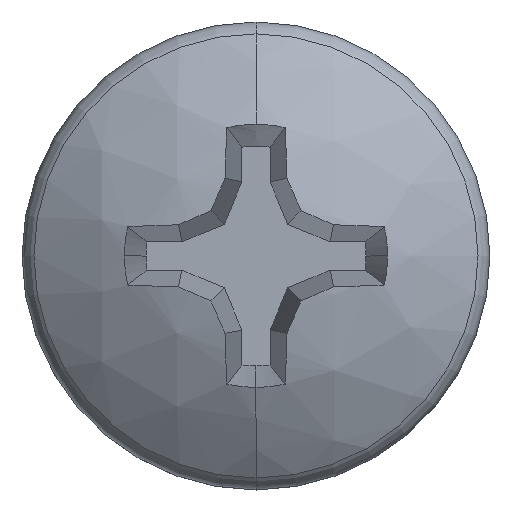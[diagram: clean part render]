
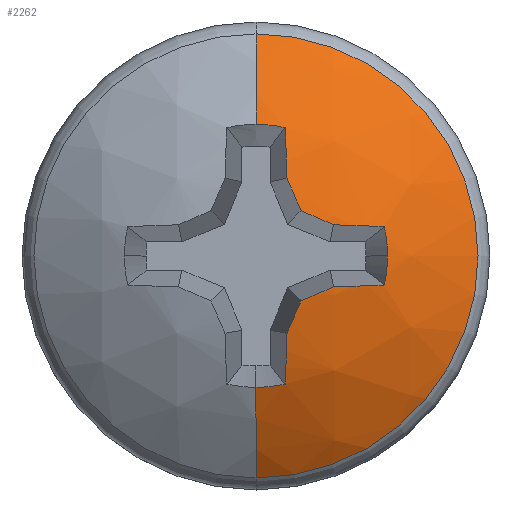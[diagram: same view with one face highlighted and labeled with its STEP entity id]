
A CAD part, top view. The second image highlights one B-rep face of the part: STEP entity #2262.
In plain terms, the highlighted spherical face has radius 3.25 mm.
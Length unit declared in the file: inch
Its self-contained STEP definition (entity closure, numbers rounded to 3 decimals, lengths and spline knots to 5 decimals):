
#7 = CARTESIAN_POINT ( 'NONE',  ( 0.01107, 0.02768, 0.05848 ) ) ;
#31 = CIRCLE ( 'NONE', #1868, 0.04693 ) ;
#52 = ORIENTED_EDGE ( 'NONE', *, *, #3484, .T. ) ;
#152 = ORIENTED_EDGE ( 'NONE', *, *, #1076, .T. ) ;
#153 = AXIS2_PLACEMENT_3D ( 'NONE', #3759, #2337, #1995 ) ;
#204 = EDGE_CURVE ( 'NONE', #3578, #1160, #31, .T. ) ;
#263 = CARTESIAN_POINT ( 'NONE',  ( 0.00209, -0.00504, -0.06663 ) ) ;
#288 = DIRECTION ( 'NONE',  ( 0., 0., -1. ) ) ;
#296 = EDGE_CURVE ( 'NONE', #2679, #3578, #1813, .T. ) ;
#306 = SPHERICAL_SURFACE ( 'NONE', #1465, 0.12796 ) ;
#359 = CIRCLE ( 'NONE', #630, 0.12789 ) ;
#453 = CARTESIAN_POINT ( 'NONE',  ( 0., 0., -0.06596 ) ) ;
#454 = CIRCLE ( 'NONE', #4354, 0.04693 ) ;
#466 = DIRECTION ( 'NONE',  ( 0., 1., 0. ) ) ;
#483 = ORIENTED_EDGE ( 'NONE', *, *, #1397, .T. ) ;
#509 = VERTEX_POINT ( 'NONE', #840 ) ;
#543 = EDGE_CURVE ( 'NONE', #4308, #4402, #1751, .T. ) ;
#551 = ORIENTED_EDGE ( 'NONE', *, *, #4348, .F. ) ;
#555 = CARTESIAN_POINT ( 'NONE',  ( 0., 0., 0.0345 ) ) ;
#589 = CARTESIAN_POINT ( 'NONE',  ( 0.02768, 0.01107, 0.05848 ) ) ;
#602 = AXIS2_PLACEMENT_3D ( 'NONE', #555, #1609, #4105 ) ;
#606 = VERTEX_POINT ( 'NONE', #2481 ) ;
#630 = AXIS2_PLACEMENT_3D ( 'NONE', #2134, #696, #3514 ) ;
#696 = DIRECTION ( 'NONE',  ( 0.993, 0., -0.122 ) ) ;
#741 = CIRCLE ( 'NONE', #4613, 0.12784 ) ;
#749 = AXIS2_PLACEMENT_3D ( 'NONE', #1963, #3361, #3340 ) ;
#763 = ORIENTED_EDGE ( 'NONE', *, *, #296, .T. ) ;
#840 = CARTESIAN_POINT ( 'NONE',  ( 0.02768, -0.01107, 0.05848 ) ) ;
#846 = CIRCLE ( 'NONE', #1386, 0.12784 ) ;
#888 = CARTESIAN_POINT ( 'NONE',  ( 0., 0., 0.05308 ) ) ;
#890 = EDGE_CURVE ( 'NONE', #1202, #4019, #4140, .T. ) ;
#896 = AXIS2_PLACEMENT_3D ( 'NONE', #1092, #3283, #3534 ) ;
#898 = CARTESIAN_POINT ( 'NONE',  ( 0.01607, -0.01607, 0.05997 ) ) ;
#1042 = ORIENTED_EDGE ( 'NONE', *, *, #1595, .T. ) ;
#1076 = EDGE_CURVE ( 'NONE', #3975, #3638, #3133, .T. ) ;
#1092 = CARTESIAN_POINT ( 'NONE',  ( 0., 0., -0.06596 ) ) ;
#1129 = VERTEX_POINT ( 'NONE', #7 ) ;
#1160 = VERTEX_POINT ( 'NONE', #1799 ) ;
#1202 = VERTEX_POINT ( 'NONE', #3280 ) ;
#1210 = CARTESIAN_POINT ( 'NONE',  ( 0.00504, -0.00209, -0.06663 ) ) ;
#1386 = AXIS2_PLACEMENT_3D ( 'NONE', #1943, #1928, #4086 ) ;
#1397 = EDGE_CURVE ( 'NONE', #4025, #4402, #2639, .T. ) ;
#1465 = AXIS2_PLACEMENT_3D ( 'NONE', #4236, #2453, #2112 ) ;
#1479 = CIRCLE ( 'NONE', #4098, 0.04693 ) ;
#1551 = EDGE_CURVE ( 'NONE', #1129, #1202, #846, .T. ) ;
#1592 = AXIS2_PLACEMENT_3D ( 'NONE', #3875, #2476, #4297 ) ;
#1595 = EDGE_CURVE ( 'NONE', #3223, #4025, #1479, .T. ) ;
#1605 = CARTESIAN_POINT ( 'NONE',  ( 0., 0., 0.05308 ) ) ;
#1607 = DIRECTION ( 'NONE',  ( 0., 0., -1. ) ) ;
#1609 = DIRECTION ( 'NONE',  ( 0., 0., -1. ) ) ;
#1615 = DIRECTION ( 'NONE',  ( -0.383, -0.924, 0. ) ) ;
#1623 = CARTESIAN_POINT ( 'NONE',  ( -0.00415, 0., -0.06545 ) ) ;
#1651 = FACE_OUTER_BOUND ( 'NONE', #3918, .T. ) ;
#1672 = DIRECTION ( 'NONE',  ( 0.38, -0.917, -0.122 ) ) ;
#1696 = EDGE_CURVE ( 'NONE', #3638, #3223, #4582, .T. ) ;
#1751 = CIRCLE ( 'NONE', #602, 0.07925 ) ;
#1799 = CARTESIAN_POINT ( 'NONE',  ( 0.04576, -0.01041, 0.05308 ) ) ;
#1813 = CIRCLE ( 'NONE', #749, 0.04693 ) ;
#1840 = EDGE_CURVE ( 'NONE', #509, #3975, #741, .T. ) ;
#1862 = CARTESIAN_POINT ( 'NONE',  ( 0.00209, 0.00504, -0.06663 ) ) ;
#1868 = AXIS2_PLACEMENT_3D ( 'NONE', #888, #1607, #1896 ) ;
#1871 = CARTESIAN_POINT ( 'NONE',  ( 0., 0.07925, 0.0345 ) ) ;
#1873 = VERTEX_POINT ( 'NONE', #2737 ) ;
#1896 = DIRECTION ( 'NONE',  ( -1., 0., 0. ) ) ;
#1928 = DIRECTION ( 'NONE',  ( 0.917, 0.38, -0.122 ) ) ;
#1943 = CARTESIAN_POINT ( 'NONE',  ( 0.00504, 0.00209, -0.06663 ) ) ;
#1954 = DIRECTION ( 'NONE',  ( 0.917, -0.38, -0.122 ) ) ;
#1963 = CARTESIAN_POINT ( 'NONE',  ( 0., 0., 0.05308 ) ) ;
#1973 = AXIS2_PLACEMENT_3D ( 'NONE', #1210, #1954, #1615 ) ;
#1995 = DIRECTION ( 'NONE',  ( 0., -0.122, 0.993 ) ) ;
#2112 = DIRECTION ( 'NONE',  ( 0., 1., 0. ) ) ;
#2134 = CARTESIAN_POINT ( 'NONE',  ( -0.00415, 0., -0.06545 ) ) ;
#2190 = CARTESIAN_POINT ( 'NONE',  ( 0.01107, -0.02768, 0.05848 ) ) ;
#2227 = DIRECTION ( 'NONE',  ( 0.38, 0.917, -0.122 ) ) ;
#2257 = DIRECTION ( 'NONE',  ( 1., 0., 0. ) ) ;
#2262 = ADVANCED_FACE ( 'NONE', ( #1651 ), #306, .T. ) ;
#2291 = DIRECTION ( 'NONE',  ( 0., 0., -1. ) ) ;
#2337 = DIRECTION ( 'NONE',  ( 0., -0.993, -0.122 ) ) ;
#2354 = ORIENTED_EDGE ( 'NONE', *, *, #890, .T. ) ;
#2410 = DIRECTION ( 'NONE',  ( -0.924, -0.383, 0. ) ) ;
#2453 = DIRECTION ( 'NONE',  ( 1., 0., 0. ) ) ;
#2476 = DIRECTION ( 'NONE',  ( 0., 0.993, -0.122 ) ) ;
#2481 = CARTESIAN_POINT ( 'NONE',  ( 0., 0.04693, 0.05308 ) ) ;
#2560 = ORIENTED_EDGE ( 'NONE', *, *, #3468, .T. ) ;
#2602 = DIRECTION ( 'NONE',  ( 0.924, -0.383, 0. ) ) ;
#2607 = AXIS2_PLACEMENT_3D ( 'NONE', #453, #2257, #466 ) ;
#2639 = CIRCLE ( 'NONE', #2607, 0.12796 ) ;
#2679 = VERTEX_POINT ( 'NONE', #4497 ) ;
#2697 = EDGE_CURVE ( 'NONE', #1160, #509, #4578, .T. ) ;
#2701 = AXIS2_PLACEMENT_3D ( 'NONE', #1862, #2227, #2602 ) ;
#2737 = CARTESIAN_POINT ( 'NONE',  ( 0.01041, 0.04576, 0.05308 ) ) ;
#2958 = ORIENTED_EDGE ( 'NONE', *, *, #1696, .T. ) ;
#3056 = DIRECTION ( 'NONE',  ( 0.993, 0., -0.122 ) ) ;
#3126 = ORIENTED_EDGE ( 'NONE', *, *, #543, .F. ) ;
#3133 = CIRCLE ( 'NONE', #1973, 0.12784 ) ;
#3223 = VERTEX_POINT ( 'NONE', #4309 ) ;
#3280 = CARTESIAN_POINT ( 'NONE',  ( 0.01607, 0.01607, 0.05997 ) ) ;
#3283 = DIRECTION ( 'NONE',  ( -1., 0., 0. ) ) ;
#3340 = DIRECTION ( 'NONE',  ( -1., 0., 0. ) ) ;
#3361 = DIRECTION ( 'NONE',  ( 0., 0., -1. ) ) ;
#3412 = DIRECTION ( 'NONE',  ( -0.122, 0., -0.993 ) ) ;
#3468 = EDGE_CURVE ( 'NONE', #1873, #1129, #359, .T. ) ;
#3484 = EDGE_CURVE ( 'NONE', #4019, #2679, #4041, .T. ) ;
#3486 = CARTESIAN_POINT ( 'NONE',  ( 0., 0., 0.05308 ) ) ;
#3503 = ORIENTED_EDGE ( 'NONE', *, *, #1551, .T. ) ;
#3504 = DIRECTION ( 'NONE',  ( -1., 0., 0. ) ) ;
#3514 = DIRECTION ( 'NONE',  ( 0.122, 0., 0.993 ) ) ;
#3534 = DIRECTION ( 'NONE',  ( 0., 0., 1. ) ) ;
#3578 = VERTEX_POINT ( 'NONE', #3939 ) ;
#3638 = VERTEX_POINT ( 'NONE', #2190 ) ;
#3680 = AXIS2_PLACEMENT_3D ( 'NONE', #1623, #3056, #3412 ) ;
#3759 = CARTESIAN_POINT ( 'NONE',  ( 0., 0.00415, -0.06545 ) ) ;
#3875 = CARTESIAN_POINT ( 'NONE',  ( 0., -0.00415, -0.06545 ) ) ;
#3877 = CIRCLE ( 'NONE', #896, 0.12796 ) ;
#3913 = CARTESIAN_POINT ( 'NONE',  ( 0., -0.07925, 0.0345 ) ) ;
#3917 = ORIENTED_EDGE ( 'NONE', *, *, #204, .T. ) ;
#3918 = EDGE_LOOP ( 'NONE', ( #1042, #483, #3126, #551, #4360, #2560, #3503, #2354, #52, #763, #3917, #4071, #4492, #152, #2958 ) ) ;
#3939 = CARTESIAN_POINT ( 'NONE',  ( 0.04693, 0., 0.05308 ) ) ;
#3975 = VERTEX_POINT ( 'NONE', #898 ) ;
#4019 = VERTEX_POINT ( 'NONE', #589 ) ;
#4024 = EDGE_CURVE ( 'NONE', #606, #1873, #454, .T. ) ;
#4025 = VERTEX_POINT ( 'NONE', #4558 ) ;
#4041 = CIRCLE ( 'NONE', #1592, 0.12789 ) ;
#4071 = ORIENTED_EDGE ( 'NONE', *, *, #2697, .T. ) ;
#4086 = DIRECTION ( 'NONE',  ( 0.383, -0.924, 0. ) ) ;
#4098 = AXIS2_PLACEMENT_3D ( 'NONE', #1605, #2291, #4478 ) ;
#4105 = DIRECTION ( 'NONE',  ( 0., 1., 0. ) ) ;
#4140 = CIRCLE ( 'NONE', #2701, 0.12784 ) ;
#4236 = CARTESIAN_POINT ( 'NONE',  ( 0., 0., -0.06596 ) ) ;
#4297 = DIRECTION ( 'NONE',  ( 0., -0.122, -0.993 ) ) ;
#4308 = VERTEX_POINT ( 'NONE', #1871 ) ;
#4309 = CARTESIAN_POINT ( 'NONE',  ( 0.01041, -0.04576, 0.05308 ) ) ;
#4348 = EDGE_CURVE ( 'NONE', #606, #4308, #3877, .T. ) ;
#4354 = AXIS2_PLACEMENT_3D ( 'NONE', #3486, #288, #3504 ) ;
#4360 = ORIENTED_EDGE ( 'NONE', *, *, #4024, .T. ) ;
#4402 = VERTEX_POINT ( 'NONE', #3913 ) ;
#4478 = DIRECTION ( 'NONE',  ( 0., 1., 0. ) ) ;
#4492 = ORIENTED_EDGE ( 'NONE', *, *, #1840, .T. ) ;
#4497 = CARTESIAN_POINT ( 'NONE',  ( 0.04576, 0.01041, 0.05308 ) ) ;
#4558 = CARTESIAN_POINT ( 'NONE',  ( 0., -0.04693, 0.05308 ) ) ;
#4578 = CIRCLE ( 'NONE', #153, 0.12789 ) ;
#4582 = CIRCLE ( 'NONE', #3680, 0.12789 ) ;
#4613 = AXIS2_PLACEMENT_3D ( 'NONE', #263, #1672, #2410 ) ;
